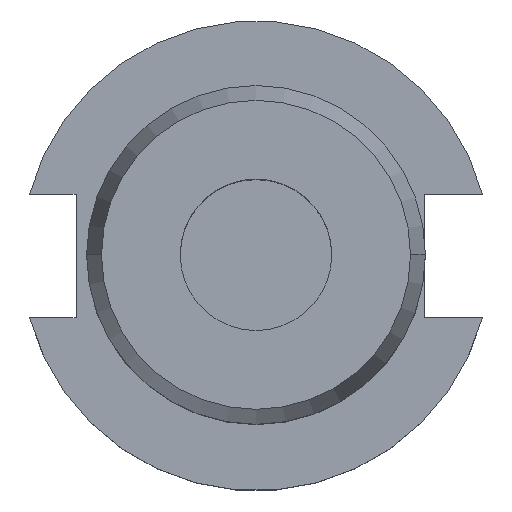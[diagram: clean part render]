
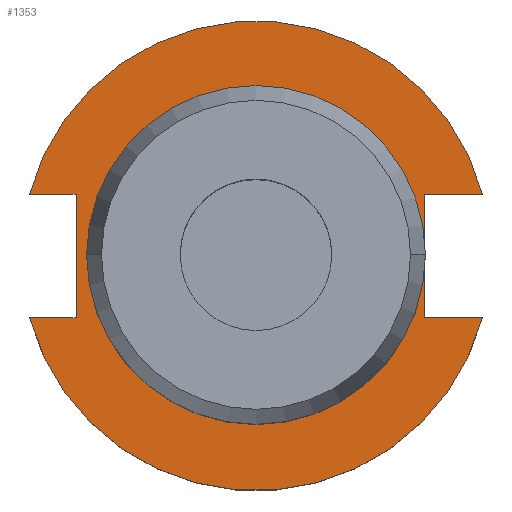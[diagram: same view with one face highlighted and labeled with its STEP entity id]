
A CAD part, top view. The second image highlights one B-rep face of the part: STEP entity #1353.
In plain terms, the highlighted planar face has unit normal (0, 0, 1).
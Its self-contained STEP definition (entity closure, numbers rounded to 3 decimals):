
#4 = FACE_BOUND ( 'NONE', #1046, .T. ) ;
#27 = PLANE ( 'NONE',  #1632 ) ;
#41 = EDGE_CURVE ( 'NONE', #1444, #683, #1096, .T. ) ;
#56 = CARTESIAN_POINT ( 'NONE',  ( -34.925, 0., 19.05 ) ) ;
#61 = CARTESIAN_POINT ( 'NONE',  ( 35.306, 12.954, 19.05 ) ) ;
#62 = ORIENTED_EDGE ( 'NONE', *, *, #555, .T. ) ;
#76 = CARTESIAN_POINT ( 'NONE',  ( -37.719, 12.954, 19.05 ) ) ;
#80 = DIRECTION ( 'NONE',  ( 1., 0., 0. ) ) ;
#93 = CARTESIAN_POINT ( 'NONE',  ( 35.306, 12.954, 19.05 ) ) ;
#107 = CARTESIAN_POINT ( 'NONE',  ( 35.306, -12.954, 19.05 ) ) ;
#122 = VERTEX_POINT ( 'NONE', #1341 ) ;
#129 = ORIENTED_EDGE ( 'NONE', *, *, #905, .F. ) ;
#131 = EDGE_LOOP ( 'NONE', ( #62, #496, #354, #1039, #1356, #1730, #980, #1574 ) ) ;
#140 = VERTEX_POINT ( 'NONE', #656 ) ;
#183 = DIRECTION ( 'NONE',  ( 1., 0., 0. ) ) ;
#203 = CARTESIAN_POINT ( 'NONE',  ( -37.719, 12.954, 19.05 ) ) ;
#208 = CARTESIAN_POINT ( 'NONE',  ( 35.306, 12.954, 19.05 ) ) ;
#327 = CARTESIAN_POINT ( 'NONE',  ( 47.477, -12.954, 19.05 ) ) ;
#354 = ORIENTED_EDGE ( 'NONE', *, *, #1483, .F. ) ;
#380 = DIRECTION ( 'NONE',  ( 0., 0., 1. ) ) ;
#404 = DIRECTION ( 'NONE',  ( -1., 0., 0. ) ) ;
#427 = DIRECTION ( 'NONE',  ( 0., 0., 1. ) ) ;
#483 = VERTEX_POINT ( 'NONE', #61 ) ;
#496 = ORIENTED_EDGE ( 'NONE', *, *, #960, .F. ) ;
#506 = VECTOR ( 'NONE', #1531, 1000. ) ;
#510 = VECTOR ( 'NONE', #404, 1000. ) ;
#538 = CARTESIAN_POINT ( 'NONE',  ( 35.306, -12.954, 19.05 ) ) ;
#552 = CARTESIAN_POINT ( 'NONE',  ( 0., 0., 19.05 ) ) ;
#554 = EDGE_CURVE ( 'NONE', #122, #1417, #592, .T. ) ;
#555 = EDGE_CURVE ( 'NONE', #1710, #1402, #1839, .T. ) ;
#560 = DIRECTION ( 'NONE',  ( 0., 0., 1. ) ) ;
#573 = LINE ( 'NONE', #208, #1634 ) ;
#581 = CARTESIAN_POINT ( 'NONE',  ( 34.925, 0., 19.05 ) ) ;
#592 = LINE ( 'NONE', #76, #1079 ) ;
#634 = EDGE_CURVE ( 'NONE', #1008, #483, #1687, .T. ) ;
#647 = VERTEX_POINT ( 'NONE', #107 ) ;
#656 = CARTESIAN_POINT ( 'NONE',  ( -47.477, 12.954, 19.05 ) ) ;
#683 = VERTEX_POINT ( 'NONE', #581 ) ;
#717 = DIRECTION ( 'NONE',  ( 1., 0., 0. ) ) ;
#807 = DIRECTION ( 'NONE',  ( 1., 0., 0. ) ) ;
#830 = CARTESIAN_POINT ( 'NONE',  ( -63.719, 12.954, 19.05 ) ) ;
#835 = DIRECTION ( 'NONE',  ( 1., 0., 0. ) ) ;
#840 = VECTOR ( 'NONE', #963, 1000. ) ;
#905 = EDGE_CURVE ( 'NONE', #683, #1444, #994, .T. ) ;
#923 = CARTESIAN_POINT ( 'NONE',  ( 0., 49.213, 19.05 ) ) ;
#926 = EDGE_CURVE ( 'NONE', #1710, #122, #1327, .T. ) ;
#940 = AXIS2_PLACEMENT_3D ( 'NONE', #1097, #560, #1811 ) ;
#952 = CARTESIAN_POINT ( 'NONE',  ( 0., 0., 19.05 ) ) ;
#960 = EDGE_CURVE ( 'NONE', #647, #1402, #1378, .T. ) ;
#963 = DIRECTION ( 'NONE',  ( 1., 0., 0. ) ) ;
#980 = ORIENTED_EDGE ( 'NONE', *, *, #554, .F. ) ;
#994 = CIRCLE ( 'NONE', #940, 34.925 ) ;
#1008 = VERTEX_POINT ( 'NONE', #1077 ) ;
#1039 = ORIENTED_EDGE ( 'NONE', *, *, #634, .F. ) ;
#1046 = EDGE_LOOP ( 'NONE', ( #129, #1723 ) ) ;
#1048 = EDGE_CURVE ( 'NONE', #1417, #140, #1468, .T. ) ;
#1051 = EDGE_CURVE ( 'NONE', #1008, #140, #1635, .T. ) ;
#1052 = VECTOR ( 'NONE', #835, 1000. ) ;
#1077 = CARTESIAN_POINT ( 'NONE',  ( 47.477, 12.954, 19.05 ) ) ;
#1079 = VECTOR ( 'NONE', #1086, 1000. ) ;
#1084 = DIRECTION ( 'NONE',  ( 0., 0., 1. ) ) ;
#1086 = DIRECTION ( 'NONE',  ( 0., 1., 0. ) ) ;
#1096 = CIRCLE ( 'NONE', #1366, 34.925 ) ;
#1097 = CARTESIAN_POINT ( 'NONE',  ( 0., 0., 19.05 ) ) ;
#1197 = AXIS2_PLACEMENT_3D ( 'NONE', #952, #380, #80 ) ;
#1200 = DIRECTION ( 'NONE',  ( 0., -1., 0. ) ) ;
#1224 = AXIS2_PLACEMENT_3D ( 'NONE', #552, #427, #717 ) ;
#1319 = DIRECTION ( 'NONE',  ( 0., 0., 1. ) ) ;
#1327 = LINE ( 'NONE', #1679, #1052 ) ;
#1341 = CARTESIAN_POINT ( 'NONE',  ( -37.719, -12.954, 19.05 ) ) ;
#1351 = CARTESIAN_POINT ( 'NONE',  ( 0., 0., 19.05 ) ) ;
#1353 = ADVANCED_FACE ( 'NONE', ( #4, #1375 ), #27, .T. ) ;
#1356 = ORIENTED_EDGE ( 'NONE', *, *, #1051, .T. ) ;
#1366 = AXIS2_PLACEMENT_3D ( 'NONE', #1351, #1084, #807 ) ;
#1375 = FACE_OUTER_BOUND ( 'NONE', #131, .T. ) ;
#1378 = LINE ( 'NONE', #538, #840 ) ;
#1402 = VERTEX_POINT ( 'NONE', #327 ) ;
#1417 = VERTEX_POINT ( 'NONE', #203 ) ;
#1444 = VERTEX_POINT ( 'NONE', #56 ) ;
#1468 = LINE ( 'NONE', #830, #506 ) ;
#1472 = CARTESIAN_POINT ( 'NONE',  ( -47.477, -12.954, 19.05 ) ) ;
#1483 = EDGE_CURVE ( 'NONE', #483, #647, #573, .T. ) ;
#1531 = DIRECTION ( 'NONE',  ( -1., 0., 0. ) ) ;
#1574 = ORIENTED_EDGE ( 'NONE', *, *, #926, .F. ) ;
#1632 = AXIS2_PLACEMENT_3D ( 'NONE', #923, #1319, #183 ) ;
#1634 = VECTOR ( 'NONE', #1200, 1000. ) ;
#1635 = CIRCLE ( 'NONE', #1197, 49.213 ) ;
#1679 = CARTESIAN_POINT ( 'NONE',  ( -63.719, -12.954, 19.05 ) ) ;
#1687 = LINE ( 'NONE', #93, #510 ) ;
#1710 = VERTEX_POINT ( 'NONE', #1472 ) ;
#1723 = ORIENTED_EDGE ( 'NONE', *, *, #41, .F. ) ;
#1730 = ORIENTED_EDGE ( 'NONE', *, *, #1048, .F. ) ;
#1811 = DIRECTION ( 'NONE',  ( 1., 0., 0. ) ) ;
#1839 = CIRCLE ( 'NONE', #1224, 49.213 ) ;
